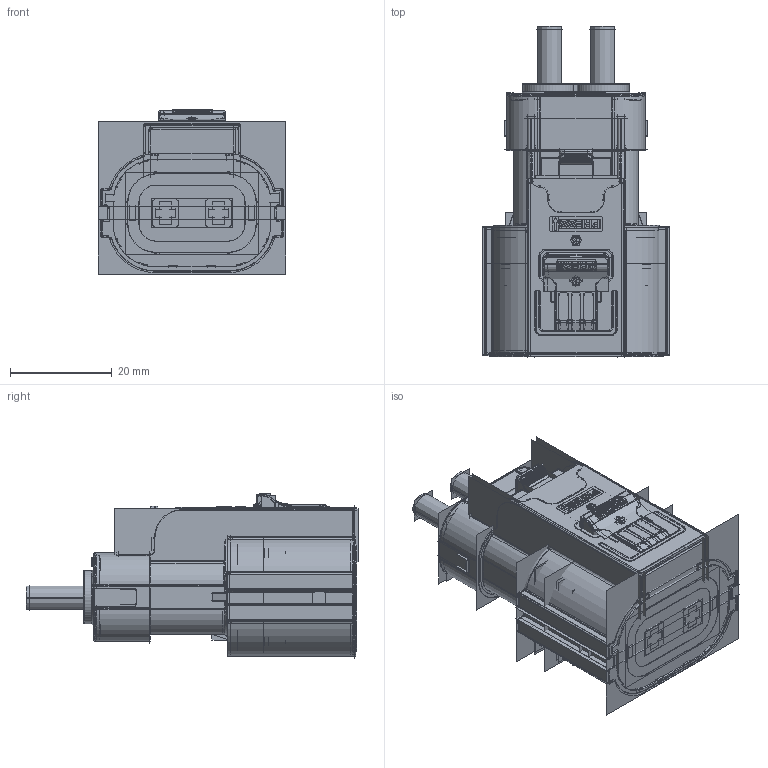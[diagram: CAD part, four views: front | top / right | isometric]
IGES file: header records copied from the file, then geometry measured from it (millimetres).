
Start section:  PTC IGES file: hvsl282_06_2C.igs
Global section: file name: hvsl282_06_2C.igs; native system: Creo Parametric by Parametric Technology Corporation; preprocessor: 2013230; author: Roy.Qu; organization: Unknown; date: 20170511.172611; units: millimetre
Bounding box: 36.82 x 65.27 x 32.26 mm (x, y, z)
Surface area: 73728.2 mm2 (no closed solid volume)
Topology: 0 solids, 0 shells, 4136 faces, 58747 edges, 76823 vertices
Faces by surface type: bspline 1948, revolution 1590, extrusion 598
